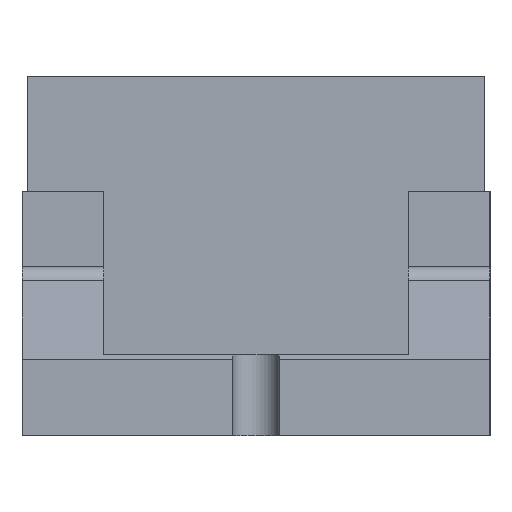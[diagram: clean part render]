
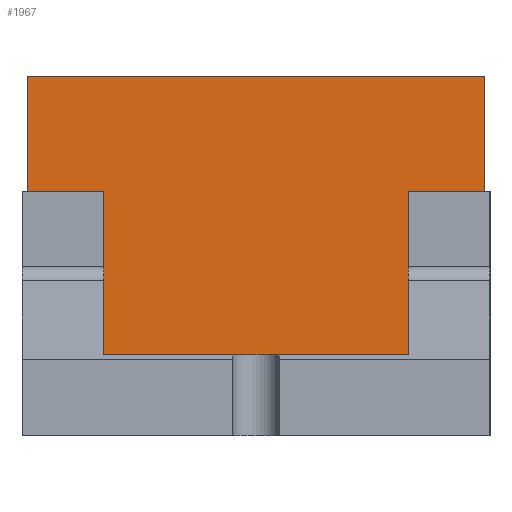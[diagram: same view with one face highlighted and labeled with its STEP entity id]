
A CAD part, left-side view. The second image highlights one B-rep face of the part: STEP entity #1967.
In plain terms, the highlighted planar face has unit normal (-1, 0, 0).
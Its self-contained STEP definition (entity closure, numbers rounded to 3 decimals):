
#20=LINE('',#2902,#176);
#22=LINE('',#2925,#178);
#51=LINE('',#3057,#207);
#66=LINE('',#3091,#222);
#77=LINE('',#3120,#233);
#78=LINE('',#3122,#234);
#85=LINE('',#3134,#241);
#169=LINE('',#3325,#325);
#176=VECTOR('',#2341,21.175);
#178=VECTOR('',#2367,21.175);
#207=VECTOR('',#2516,56.);
#222=VECTOR('',#2545,30.);
#233=VECTOR('',#2570,30.);
#234=VECTOR('',#2573,14.);
#241=VECTOR('',#2582,14.);
#325=VECTOR('',#2768,84.);
#404=PLANE('',#2184);
#610=FACE_OUTER_BOUND('',#794,.T.);
#794=EDGE_LOOP('',(#1765,#1766,#1767,#1768,#1769,#1770,#1771,#1772));
#937=VERTEX_POINT('',#2891);
#942=VERTEX_POINT('',#2900);
#950=VERTEX_POINT('',#2922);
#951=VERTEX_POINT('',#2924);
#993=VERTEX_POINT('',#3054);
#994=VERTEX_POINT('',#3056);
#1006=VERTEX_POINT('',#3090);
#1017=VERTEX_POINT('',#3118);
#1124=EDGE_CURVE('',#942,#937,#20,.T.);
#1132=EDGE_CURVE('',#950,#951,#22,.T.);
#1182=EDGE_CURVE('',#993,#994,#51,.T.);
#1199=EDGE_CURVE('',#1006,#994,#66,.T.);
#1214=EDGE_CURVE('',#1017,#993,#77,.T.);
#1215=EDGE_CURVE('',#942,#1006,#78,.T.);
#1222=EDGE_CURVE('',#1017,#951,#85,.T.);
#1318=EDGE_CURVE('',#937,#950,#169,.T.);
#1765=ORIENTED_EDGE('',*,*,#1215,.T.);
#1766=ORIENTED_EDGE('',*,*,#1199,.T.);
#1767=ORIENTED_EDGE('',*,*,#1182,.F.);
#1768=ORIENTED_EDGE('',*,*,#1214,.F.);
#1769=ORIENTED_EDGE('',*,*,#1222,.T.);
#1770=ORIENTED_EDGE('',*,*,#1132,.F.);
#1771=ORIENTED_EDGE('',*,*,#1318,.F.);
#1772=ORIENTED_EDGE('',*,*,#1124,.F.);
#1967=ADVANCED_FACE('',(#610),#404,.T.);
#2184=AXIS2_PLACEMENT_3D('',#3324,#2766,#2767);
#2341=DIRECTION('',(0.,0.,1.));
#2367=DIRECTION('',(0.,0.,-1.));
#2516=DIRECTION('',(0.,1.,0.));
#2545=DIRECTION('',(0.,0.,-1.));
#2570=DIRECTION('',(0.,0.,-1.));
#2573=DIRECTION('',(0.,-1.,0.));
#2582=DIRECTION('',(0.,-1.,0.));
#2766=DIRECTION('center_axis',(-1.,0.,0.));
#2767=DIRECTION('ref_axis',(0.,0.,1.));
#2768=DIRECTION('',(0.,-1.,0.));
#2891=CARTESIAN_POINT('',(-74.75,42.,64.5));
#2900=CARTESIAN_POINT('',(-74.75,42.,43.325));
#2902=CARTESIAN_POINT('',(-74.75,42.,64.5));
#2922=CARTESIAN_POINT('',(-74.75,-42.,64.5));
#2924=CARTESIAN_POINT('',(-74.75,-42.,43.325));
#2925=CARTESIAN_POINT('',(-74.75,-42.,64.5));
#3054=CARTESIAN_POINT('',(-74.75,-28.,13.325));
#3056=CARTESIAN_POINT('',(-74.75,28.,13.325));
#3057=CARTESIAN_POINT('',(-74.75,42.,13.325));
#3090=CARTESIAN_POINT('',(-74.75,28.,43.325));
#3091=CARTESIAN_POINT('',(-74.75,28.,43.325));
#3118=CARTESIAN_POINT('',(-74.75,-28.,43.325));
#3120=CARTESIAN_POINT('',(-74.75,-28.,43.325));
#3122=CARTESIAN_POINT('',(-74.75,0.,43.325));
#3134=CARTESIAN_POINT('',(-74.75,0.,43.325));
#3324=CARTESIAN_POINT('Origin',(-74.75,0.,0.));
#3325=CARTESIAN_POINT('',(-74.75,0.,64.5));
